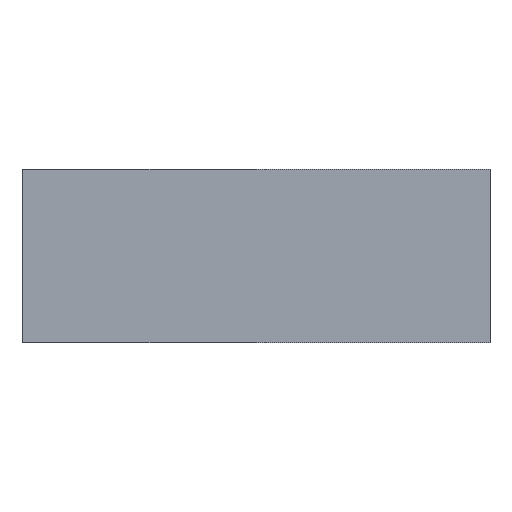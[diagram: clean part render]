
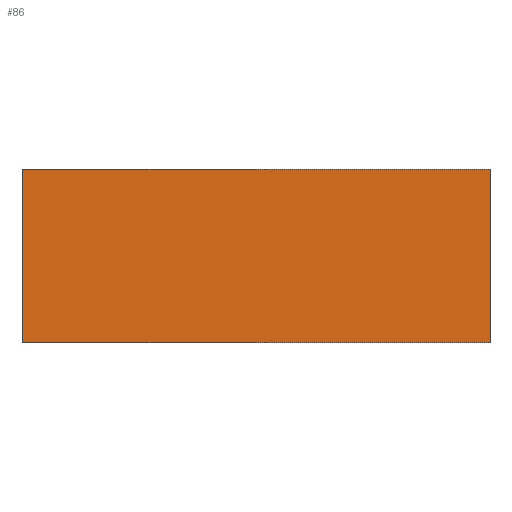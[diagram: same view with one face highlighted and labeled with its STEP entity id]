
A CAD part, left-side view. The second image highlights one B-rep face of the part: STEP entity #86.
In plain terms, the highlighted planar face has unit normal (-1, 0, 0).
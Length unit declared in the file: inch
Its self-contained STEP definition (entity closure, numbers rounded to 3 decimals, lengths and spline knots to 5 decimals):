
#6 = VECTOR ( 'NONE', #453, 39.37008 ) ;
#8 = EDGE_CURVE ( 'NONE', #153, #19, #237, .T. ) ;
#19 = VERTEX_POINT ( 'NONE', #341 ) ;
#48 = CARTESIAN_POINT ( 'NONE',  ( -4.4, 2.025, -0.5 ) ) ;
#55 = ORIENTED_EDGE ( 'NONE', *, *, #8, .F. ) ;
#72 = FACE_OUTER_BOUND ( 'NONE', #235, .T. ) ;
#74 = CARTESIAN_POINT ( 'NONE',  ( -4.4, 0., -0.5 ) ) ;
#86 = ADVANCED_FACE ( 'NONE', ( #72 ), #417, .T. ) ;
#88 = VERTEX_POINT ( 'NONE', #379 ) ;
#99 = ORIENTED_EDGE ( 'NONE', *, *, #158, .F. ) ;
#112 = DIRECTION ( 'NONE',  ( 0., -1., 0. ) ) ;
#131 = LINE ( 'NONE', #245, #318 ) ;
#133 = CARTESIAN_POINT ( 'NONE',  ( -4.4, 0., -0.5 ) ) ;
#146 = EDGE_CURVE ( 'NONE', #88, #19, #131, .T. ) ;
#150 = ORIENTED_EDGE ( 'NONE', *, *, #248, .T. ) ;
#153 = VERTEX_POINT ( 'NONE', #323 ) ;
#158 = EDGE_CURVE ( 'NONE', #312, #153, #369, .T. ) ;
#163 = VECTOR ( 'NONE', #360, 39.37008 ) ;
#199 = CARTESIAN_POINT ( 'NONE',  ( -4.4, 0., 1. ) ) ;
#205 = DIRECTION ( 'NONE',  ( 0., -1., 0. ) ) ;
#208 = AXIS2_PLACEMENT_3D ( 'NONE', #74, #220, #112 ) ;
#216 = VECTOR ( 'NONE', #205, 39.37008 ) ;
#220 = DIRECTION ( 'NONE',  ( -1., 0., 0. ) ) ;
#235 = EDGE_LOOP ( 'NONE', ( #310, #55, #99, #150 ) ) ;
#237 = LINE ( 'NONE', #199, #6 ) ;
#245 = CARTESIAN_POINT ( 'NONE',  ( -4.4, -2.025, -0.5 ) ) ;
#248 = EDGE_CURVE ( 'NONE', #312, #88, #282, .T. ) ;
#253 = CARTESIAN_POINT ( 'NONE',  ( -4.4, 2.025, -0.5 ) ) ;
#282 = LINE ( 'NONE', #133, #216 ) ;
#310 = ORIENTED_EDGE ( 'NONE', *, *, #146, .T. ) ;
#312 = VERTEX_POINT ( 'NONE', #48 ) ;
#318 = VECTOR ( 'NONE', #401, 39.37008 ) ;
#323 = CARTESIAN_POINT ( 'NONE',  ( -4.4, 2.025, 1. ) ) ;
#341 = CARTESIAN_POINT ( 'NONE',  ( -4.4, -2.025, 1. ) ) ;
#360 = DIRECTION ( 'NONE',  ( 0., 0., 1. ) ) ;
#369 = LINE ( 'NONE', #253, #163 ) ;
#379 = CARTESIAN_POINT ( 'NONE',  ( -4.4, -2.025, -0.5 ) ) ;
#401 = DIRECTION ( 'NONE',  ( 0., 0., 1. ) ) ;
#417 = PLANE ( 'NONE',  #208 ) ;
#453 = DIRECTION ( 'NONE',  ( 0., -1., 0. ) ) ;
